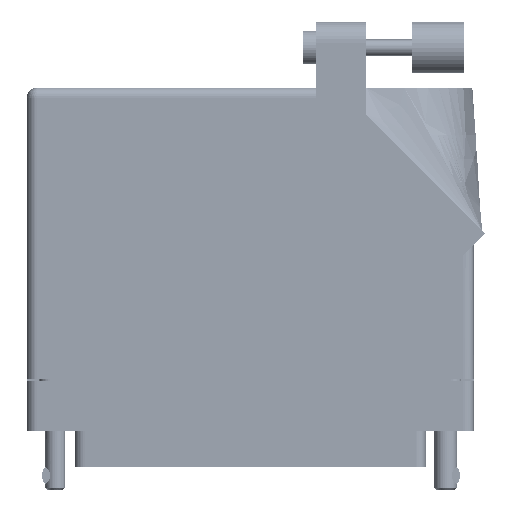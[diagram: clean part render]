
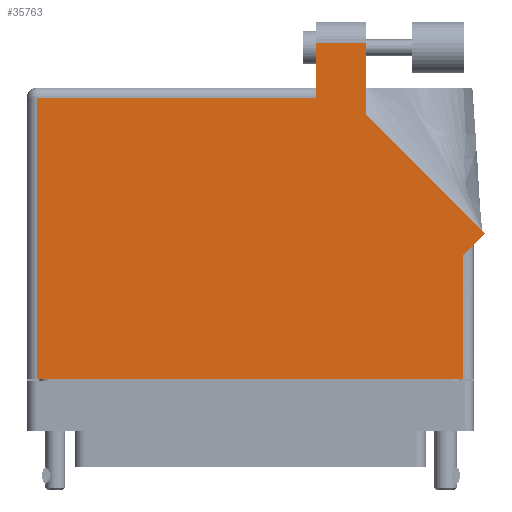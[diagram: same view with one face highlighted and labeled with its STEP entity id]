
A CAD part, front view. The second image highlights one B-rep face of the part: STEP entity #35763.
In plain terms, the highlighted face is planar.
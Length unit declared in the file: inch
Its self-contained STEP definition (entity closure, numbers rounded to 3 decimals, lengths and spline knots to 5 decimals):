
#1141 = DIRECTION ( 'NONE',  ( 0., 1., 0. ) ) ;
#1445 = DIRECTION ( 'NONE',  ( 0., 1., 0. ) ) ;
#5524 = LINE ( 'NONE', #72424, #41029 ) ;
#5804 = CARTESIAN_POINT ( 'NONE',  ( 0.706, 1.95, 0.617 ) ) ;
#6067 = EDGE_CURVE ( 'NONE', #28781, #60632, #32018, .T. ) ;
#6839 = VECTOR ( 'NONE', #45202, 39.37008 ) ;
#7994 = LINE ( 'NONE', #28072, #47538 ) ;
#9261 = EDGE_LOOP ( 'NONE', ( #57520, #28716, #59221, #15451, #71677, #60163, #51363, #66084, #48224 ) ) ;
#9802 = AXIS2_PLACEMENT_3D ( 'NONE', #74682, #48004, #15717 ) ;
#10546 = VERTEX_POINT ( 'NONE', #62342 ) ;
#12342 = LINE ( 'NONE', #18967, #67035 ) ;
#12456 = DIRECTION ( 'NONE',  ( 0., -1., 0. ) ) ;
#13412 = EDGE_CURVE ( 'NONE', #10546, #61027, #12342, .T. ) ;
#13927 = LINE ( 'NONE', #32745, #6839 ) ;
#15422 = DIRECTION ( 'NONE',  ( -0.707, 0.707, 0. ) ) ;
#15451 = ORIENTED_EDGE ( 'NONE', *, *, #29387, .T. ) ;
#15717 = DIRECTION ( 'NONE',  ( -1., 0., 0. ) ) ;
#18967 = CARTESIAN_POINT ( 'NONE',  ( 0.399, 1.675, 0.617 ) ) ;
#19322 = FACE_OUTER_BOUND ( 'NONE', #9261, .T. ) ;
#21988 = CARTESIAN_POINT ( 'NONE',  ( 1.297, 0.653, 0.617 ) ) ;
#22915 = VERTEX_POINT ( 'NONE', #54354 ) ;
#28072 = CARTESIAN_POINT ( 'NONE',  ( -1.359, 1.613, 0.617 ) ) ;
#28716 = ORIENTED_EDGE ( 'NONE', *, *, #62237, .T. ) ;
#28781 = VERTEX_POINT ( 'NONE', #29071 ) ;
#29071 = CARTESIAN_POINT ( 'NONE',  ( 1.42971, 0.78571, 0.617 ) ) ;
#29341 = EDGE_CURVE ( 'NONE', #22915, #49773, #55814, .T. ) ;
#29387 = EDGE_CURVE ( 'NONE', #61027, #40657, #7994, .T. ) ;
#30789 = EDGE_CURVE ( 'NONE', #75746, #22915, #13927, .T. ) ;
#32018 = LINE ( 'NONE', #60998, #42209 ) ;
#32745 = CARTESIAN_POINT ( 'NONE',  ( -1.359, -0.1, 0.617 ) ) ;
#32959 = LINE ( 'NONE', #42674, #38039 ) ;
#33006 = VECTOR ( 'NONE', #82556, 39.37008 ) ;
#33912 = CARTESIAN_POINT ( 'NONE',  ( -1.297, 1.613, 0.617 ) ) ;
#35763 = ADVANCED_FACE ( 'NONE', ( #19322 ), #54837, .F. ) ;
#37231 = CARTESIAN_POINT ( 'NONE',  ( 1.359, 0.715, 0.617 ) ) ;
#38039 = VECTOR ( 'NONE', #48912, 39.37008 ) ;
#40657 = VERTEX_POINT ( 'NONE', #33912 ) ;
#41029 = VECTOR ( 'NONE', #72969, 39.37008 ) ;
#41101 = DIRECTION ( 'NONE',  ( -1., 0., 0. ) ) ;
#42209 = VECTOR ( 'NONE', #15422, 39.37008 ) ;
#42674 = CARTESIAN_POINT ( 'NONE',  ( 0.399, 1.95, 0.617 ) ) ;
#45202 = DIRECTION ( 'NONE',  ( 1., 0., 0. ) ) ;
#46429 = CARTESIAN_POINT ( 'NONE',  ( 0.706, 1.50942, 0.617 ) ) ;
#47538 = VECTOR ( 'NONE', #41101, 39.37008 ) ;
#48004 = DIRECTION ( 'NONE',  ( 0., 0., -1. ) ) ;
#48224 = ORIENTED_EDGE ( 'NONE', *, *, #6067, .T. ) ;
#48912 = DIRECTION ( 'NONE',  ( -1., 0., 0. ) ) ;
#49773 = VERTEX_POINT ( 'NONE', #21988 ) ;
#50646 = VECTOR ( 'NONE', #1445, 39.37008 ) ;
#51281 = EDGE_CURVE ( 'NONE', #49773, #28781, #69555, .T. ) ;
#51363 = ORIENTED_EDGE ( 'NONE', *, *, #29341, .T. ) ;
#53740 = VECTOR ( 'NONE', #1141, 39.37008 ) ;
#54354 = CARTESIAN_POINT ( 'NONE',  ( 1.297, -0.1, 0.617 ) ) ;
#54837 = PLANE ( 'NONE',  #9802 ) ;
#55814 = LINE ( 'NONE', #72806, #53740 ) ;
#56701 = CARTESIAN_POINT ( 'NONE',  ( 0.706, 1.50942, 0.617 ) ) ;
#57520 = ORIENTED_EDGE ( 'NONE', *, *, #79144, .T. ) ;
#58820 = EDGE_CURVE ( 'NONE', #40657, #75746, #5524, .T. ) ;
#59221 = ORIENTED_EDGE ( 'NONE', *, *, #13412, .T. ) ;
#60163 = ORIENTED_EDGE ( 'NONE', *, *, #30789, .T. ) ;
#60632 = VERTEX_POINT ( 'NONE', #56701 ) ;
#60998 = CARTESIAN_POINT ( 'NONE',  ( 1.42971, 0.78571, 0.617 ) ) ;
#61027 = VERTEX_POINT ( 'NONE', #70953 ) ;
#62237 = EDGE_CURVE ( 'NONE', #82163, #10546, #32959, .T. ) ;
#62342 = CARTESIAN_POINT ( 'NONE',  ( 0.399, 1.95, 0.617 ) ) ;
#66084 = ORIENTED_EDGE ( 'NONE', *, *, #51281, .T. ) ;
#67035 = VECTOR ( 'NONE', #12456, 39.37008 ) ;
#69555 = LINE ( 'NONE', #37231, #33006 ) ;
#70953 = CARTESIAN_POINT ( 'NONE',  ( 0.399, 1.613, 0.617 ) ) ;
#71677 = ORIENTED_EDGE ( 'NONE', *, *, #58820, .T. ) ;
#72424 = CARTESIAN_POINT ( 'NONE',  ( -1.297, -0.1, 0.617 ) ) ;
#72806 = CARTESIAN_POINT ( 'NONE',  ( 1.297, 0.715, 0.617 ) ) ;
#72944 = LINE ( 'NONE', #46429, #50646 ) ;
#72969 = DIRECTION ( 'NONE',  ( 0., -1., 0. ) ) ;
#74682 = CARTESIAN_POINT ( 'NONE',  ( -1.359, 1.675, 0.617 ) ) ;
#75746 = VERTEX_POINT ( 'NONE', #77819 ) ;
#77819 = CARTESIAN_POINT ( 'NONE',  ( -1.297, -0.1, 0.617 ) ) ;
#79144 = EDGE_CURVE ( 'NONE', #60632, #82163, #72944, .T. ) ;
#82163 = VERTEX_POINT ( 'NONE', #5804 ) ;
#82556 = DIRECTION ( 'NONE',  ( 0.707, 0.707, 0. ) ) ;
